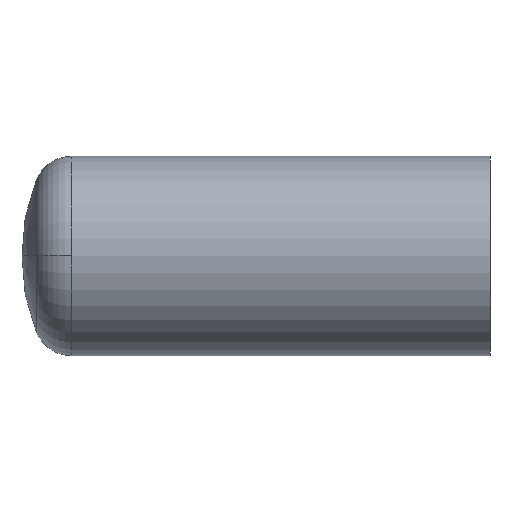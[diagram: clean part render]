
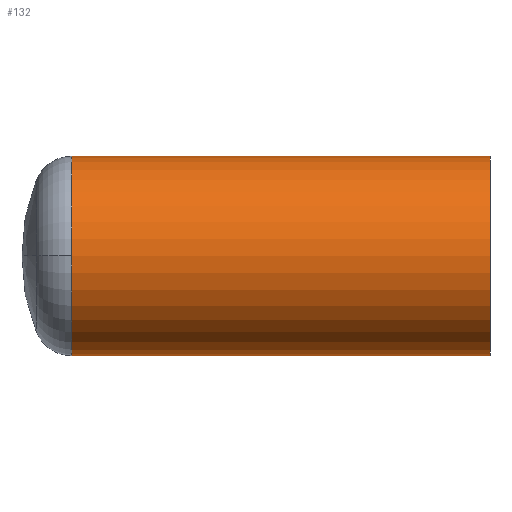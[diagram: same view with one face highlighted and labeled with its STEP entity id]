
A CAD part, top view. The second image highlights one B-rep face of the part: STEP entity #132.
In plain terms, the highlighted cylindrical face has radius 10 mm (diameter 20 mm), a partial arc.
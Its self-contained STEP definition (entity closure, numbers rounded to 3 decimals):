
#86 = EDGE_CURVE( '', #186, #184, #222, .T. );
#94 = EDGE_CURVE( '', #142, #186, #230, .T. );
#102 = VERTEX_POINT( '', #239 );
#132 = ADVANCED_FACE( '', ( #272 ), #273, .T. );
#142 = VERTEX_POINT( '', #283 );
#150 = EDGE_CURVE( '', #184, #166, #293, .T. );
#166 = VERTEX_POINT( '', #314 );
#172 = EDGE_CURVE( '', #102, #166, #320, .T. );
#182 = EDGE_CURVE( '', #142, #102, #331, .T. );
#184 = VERTEX_POINT( '', #333 );
#186 = VERTEX_POINT( '', #335 );
#222 = CIRCLE( '', #364, 10. );
#230 = LINE( '', #376, #377 );
#239 = CARTESIAN_POINT( '', ( -41.967, 0., 10. ) );
#272 = FACE_OUTER_BOUND( '', #426, .T. );
#273 = CYLINDRICAL_SURFACE( '', #427, 10. );
#283 = CARTESIAN_POINT( '', ( -41.967, -10., 0. ) );
#293 = LINE( '', #450, #451 );
#314 = CARTESIAN_POINT( '', ( -41.967, 10., 0. ) );
#320 = CIRCLE( '', #481, 10. );
#331 = CIRCLE( '', #496, 10. );
#333 = CARTESIAN_POINT( '', ( 0., 10., 0. ) );
#335 = CARTESIAN_POINT( '', ( 0., -10., 0. ) );
#364 = AXIS2_PLACEMENT_3D( '', #528, #529, #530 );
#376 = CARTESIAN_POINT( '', ( -20.983, -10., 0. ) );
#377 = VECTOR( '', #540, 1. );
#426 = EDGE_LOOP( '', ( #598, #599, #600, #601, #602 ) );
#427 = AXIS2_PLACEMENT_3D( '', #603, #604, #605 );
#450 = CARTESIAN_POINT( '', ( -20.983, 10., 0. ) );
#451 = VECTOR( '', #629, 1. );
#481 = AXIS2_PLACEMENT_3D( '', #669, #670, #671 );
#496 = AXIS2_PLACEMENT_3D( '', #685, #686, #687 );
#528 = CARTESIAN_POINT( '', ( 0., 0., 0. ) );
#529 = DIRECTION( '', ( -1., 0., 0. ) );
#530 = DIRECTION( '', ( 0., 1., 0. ) );
#540 = DIRECTION( '', ( 1., 0., 0. ) );
#598 = ORIENTED_EDGE( '', *, *, #150, .T. );
#599 = ORIENTED_EDGE( '', *, *, #172, .F. );
#600 = ORIENTED_EDGE( '', *, *, #182, .F. );
#601 = ORIENTED_EDGE( '', *, *, #94, .T. );
#602 = ORIENTED_EDGE( '', *, *, #86, .T. );
#603 = CARTESIAN_POINT( '', ( -20.983, 0., 0. ) );
#604 = DIRECTION( '', ( 1., 0., 0. ) );
#605 = DIRECTION( '', ( 0., 1., 0. ) );
#629 = DIRECTION( '', ( -1., 0., 0. ) );
#669 = CARTESIAN_POINT( '', ( -41.967, 0., 0. ) );
#670 = DIRECTION( '', ( -1., 0., 0. ) );
#671 = DIRECTION( '', ( 0., 1., 0. ) );
#685 = CARTESIAN_POINT( '', ( -41.967, 0., 0. ) );
#686 = DIRECTION( '', ( -1., 0., 0. ) );
#687 = DIRECTION( '', ( 0., 1., 0. ) );
